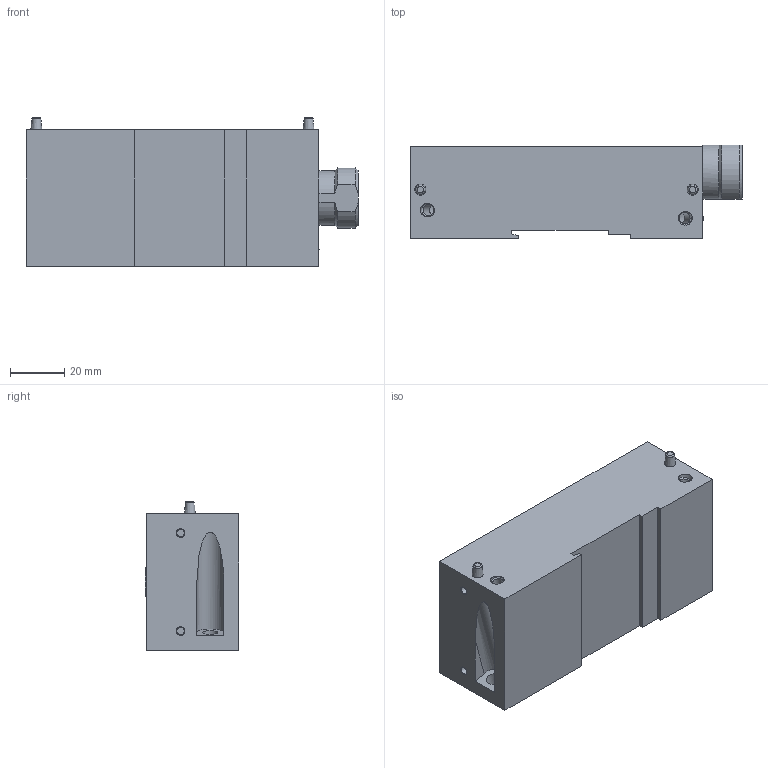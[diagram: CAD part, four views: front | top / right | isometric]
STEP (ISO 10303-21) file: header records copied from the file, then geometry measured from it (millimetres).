
FILE_DESCRIPTION(/* description */ ('STEP AP214'),/* implementation_level */ '2;1');
FILE_NAME(/* name */ '8022165_CPX-M-GE-EV-S-7_8-5POL-VL',/* time_stamp */ '2024-08-07T20:52:10+02:00',/* author */ ('License CC BY-ND 4.0'),/* organization */ ('CADENAS'),/* preprocessor_version */ 'ST-DEVELOPER v19.3',/* originating_system */ 'PARTsolutions',/* authorisation */ ' ');
FILE_SCHEMA (('AUTOMOTIVE_DESIGN {1 0 10303 214 3 1 1}'));
Length unit declared in the file: millimetre
Products named in the file (1): 8022165 CPX-M-GE-EV-S-7/8-5POL-VL---(0)
Bounding box: 121.95 x 34.4 x 54.55 mm (x, y, z)
Volume: 70710.7 mm3; surface area: 32350.7 mm2
Topology: 1 solids, 1 shells, 133 faces, 292 edges, 185 vertices
Faces by surface type: plane 55, cylinder 45, cone 24, torus 9
Full cylindrical faces by diameter (mm): 2 x5, 2.459 x4, 2.8 x2, 3.3 x5, 4.134 x2, 5 x4, 5.5 x2, 16.3 x1, 18.3 x1
Entity records: 3400 total; most frequent: DIRECTION 616, CARTESIAN_POINT 574, ORIENTED_EDGE 466, AXIS2_PLACEMENT_3D 257, EDGE_CURVE 233, FACE_BOUND 218, EDGE_LOOP 216, VERTEX_POINT 183
